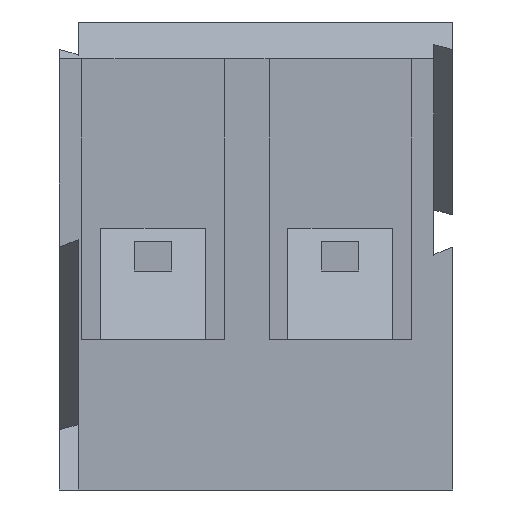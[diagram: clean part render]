
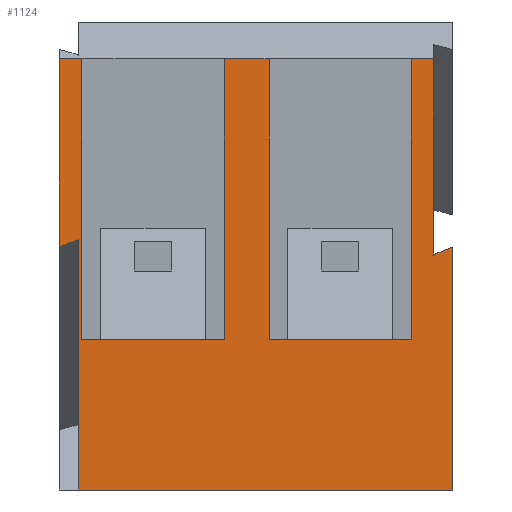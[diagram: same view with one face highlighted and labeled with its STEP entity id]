
A CAD part, front view. The second image highlights one B-rep face of the part: STEP entity #1124.
In plain terms, the highlighted planar face has unit normal (0, -1, 0).
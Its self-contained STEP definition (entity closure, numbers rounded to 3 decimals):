
#84=DIRECTION('',(0.,0.,-1.));
#85=VECTOR('',#84,5.031);
#86=CARTESIAN_POINT('',(-5.,0.,0.));
#87=LINE('',#86,#85);
#136=DIRECTION('',(0.,0.,1.));
#137=VECTOR('',#136,5.229);
#138=CARTESIAN_POINT('',(5.,0.,-5.229));
#139=LINE('',#138,#137);
#184=DIRECTION('',(0.93,0.,0.369));
#185=VECTOR('',#184,0.538);
#186=CARTESIAN_POINT('',(5.,0.,-5.229));
#187=LINE('',#186,#185);
#188=DIRECTION('',(-0.93,0.,-0.369));
#189=VECTOR('',#188,0.538);
#190=CARTESIAN_POINT('',(-4.5,0.,-4.833));
#191=LINE('',#190,#189);
#192=DIRECTION('',(1.,0.,0.));
#193=VECTOR('',#192,0.6);
#194=CARTESIAN_POINT('',(-5.,0.,0.));
#195=LINE('',#194,#193);
#196=DIRECTION('',(0.,0.,-1.));
#197=VECTOR('',#196,7.5);
#198=CARTESIAN_POINT('',(-4.4,0.,0.));
#199=LINE('',#198,#197);
#200=DIRECTION('',(1.,0.,0.));
#201=VECTOR('',#200,3.8);
#202=CARTESIAN_POINT('',(-4.4,0.,-7.5));
#203=LINE('',#202,#201);
#204=DIRECTION('',(0.,0.,-1.));
#205=VECTOR('',#204,7.5);
#206=CARTESIAN_POINT('',(-0.6,0.,0.));
#207=LINE('',#206,#205);
#208=DIRECTION('',(1.,0.,0.));
#209=VECTOR('',#208,1.2);
#210=CARTESIAN_POINT('',(-0.6,0.,0.));
#211=LINE('',#210,#209);
#212=DIRECTION('',(0.,0.,-1.));
#213=VECTOR('',#212,7.5);
#214=CARTESIAN_POINT('',(0.6,0.,0.));
#215=LINE('',#214,#213);
#216=DIRECTION('',(1.,0.,0.));
#217=VECTOR('',#216,3.8);
#218=CARTESIAN_POINT('',(0.6,0.,-7.5));
#219=LINE('',#218,#217);
#220=DIRECTION('',(0.,0.,-1.));
#221=VECTOR('',#220,7.5);
#222=CARTESIAN_POINT('',(4.4,0.,0.));
#223=LINE('',#222,#221);
#224=DIRECTION('',(1.,0.,0.));
#225=VECTOR('',#224,0.6);
#226=CARTESIAN_POINT('',(4.4,0.,0.));
#227=LINE('',#226,#225);
#256=DIRECTION('',(0.,0.,-1.));
#257=VECTOR('',#256,6.489);
#258=CARTESIAN_POINT('',(5.5,0.,-5.031));
#259=LINE('',#258,#257);
#532=DIRECTION('',(0.,0.,-1.));
#533=VECTOR('',#532,6.687);
#534=CARTESIAN_POINT('',(-4.5,0.,-4.833));
#535=LINE('',#534,#533);
#652=DIRECTION('',(1.,0.,0.));
#653=VECTOR('',#652,10.);
#654=CARTESIAN_POINT('',(-4.5,0.,-11.52));
#655=LINE('',#654,#653);
#735=CARTESIAN_POINT('',(-5.,0.,0.));
#737=VERTEX_POINT('',#735);
#745=CARTESIAN_POINT('',(5.,0.,0.));
#747=VERTEX_POINT('',#745);
#756=CARTESIAN_POINT('',(-4.4,0.,-7.5));
#757=CARTESIAN_POINT('',(-0.6,0.,-7.5));
#758=VERTEX_POINT('',#756);
#759=VERTEX_POINT('',#757);
#760=CARTESIAN_POINT('',(-0.6,0.,0.));
#761=VERTEX_POINT('',#760);
#762=CARTESIAN_POINT('',(-4.4,0.,0.));
#763=VERTEX_POINT('',#762);
#788=CARTESIAN_POINT('',(-4.5,0.,-11.52));
#790=VERTEX_POINT('',#788);
#800=CARTESIAN_POINT('',(5.5,0.,-11.52));
#802=VERTEX_POINT('',#800);
#812=CARTESIAN_POINT('',(5.,0.,-5.229));
#813=CARTESIAN_POINT('',(5.5,0.,-5.031));
#814=VERTEX_POINT('',#812);
#815=VERTEX_POINT('',#813);
#833=CARTESIAN_POINT('',(-5.,0.,-5.031));
#835=VERTEX_POINT('',#833);
#842=CARTESIAN_POINT('',(-4.5,0.,-4.833));
#843=VERTEX_POINT('',#842);
#880=CARTESIAN_POINT('',(0.6,0.,-7.5));
#881=CARTESIAN_POINT('',(4.4,0.,-7.5));
#882=VERTEX_POINT('',#880);
#883=VERTEX_POINT('',#881);
#884=CARTESIAN_POINT('',(4.4,0.,0.));
#885=VERTEX_POINT('',#884);
#886=CARTESIAN_POINT('',(0.6,0.,0.));
#887=VERTEX_POINT('',#886);
#1088=CARTESIAN_POINT('',(-5.,0.,0.));
#1089=DIRECTION('',(0.,-1.,0.));
#1090=DIRECTION('',(0.,0.,-1.));
#1091=AXIS2_PLACEMENT_3D('',#1088,#1089,#1090);
#1092=PLANE('',#1091);
#1093=ORIENTED_EDGE('',*,*,#1039,.F.);
#1094=ORIENTED_EDGE('',*,*,#1079,.T.);
#1096=ORIENTED_EDGE('',*,*,#1095,.T.);
#1098=ORIENTED_EDGE('',*,*,#1097,.F.);
#1100=ORIENTED_EDGE('',*,*,#1099,.F.);
#1102=ORIENTED_EDGE('',*,*,#1101,.T.);
#1103=ORIENTED_EDGE('',*,*,#951,.F.);
#1105=ORIENTED_EDGE('',*,*,#1104,.T.);
#1107=ORIENTED_EDGE('',*,*,#1106,.T.);
#1109=ORIENTED_EDGE('',*,*,#1108,.T.);
#1111=ORIENTED_EDGE('',*,*,#1110,.F.);
#1113=ORIENTED_EDGE('',*,*,#1112,.T.);
#1115=ORIENTED_EDGE('',*,*,#1114,.T.);
#1117=ORIENTED_EDGE('',*,*,#1116,.T.);
#1119=ORIENTED_EDGE('',*,*,#1118,.F.);
#1121=ORIENTED_EDGE('',*,*,#1120,.T.);
#1122=EDGE_LOOP('',(#1093,#1094,#1096,#1098,#1100,#1102,#1103,#1105,#1107,#1109,
#1111,#1113,#1115,#1117,#1119,#1121));
#1123=FACE_OUTER_BOUND('',#1122,.F.);
#1124=ADVANCED_FACE('',(#1123),#1092,.T.);
#951=EDGE_CURVE('',#737,#835,#87,.T.);
#1039=EDGE_CURVE('',#814,#747,#139,.T.);
#1079=EDGE_CURVE('',#814,#815,#187,.T.);
#1095=EDGE_CURVE('',#815,#802,#259,.T.);
#1097=EDGE_CURVE('',#790,#802,#655,.T.);
#1099=EDGE_CURVE('',#843,#790,#535,.T.);
#1101=EDGE_CURVE('',#843,#835,#191,.T.);
#1104=EDGE_CURVE('',#737,#763,#195,.T.);
#1106=EDGE_CURVE('',#763,#758,#199,.T.);
#1108=EDGE_CURVE('',#758,#759,#203,.T.);
#1110=EDGE_CURVE('',#761,#759,#207,.T.);
#1112=EDGE_CURVE('',#761,#887,#211,.T.);
#1114=EDGE_CURVE('',#887,#882,#215,.T.);
#1116=EDGE_CURVE('',#882,#883,#219,.T.);
#1118=EDGE_CURVE('',#885,#883,#223,.T.);
#1120=EDGE_CURVE('',#885,#747,#227,.T.);
